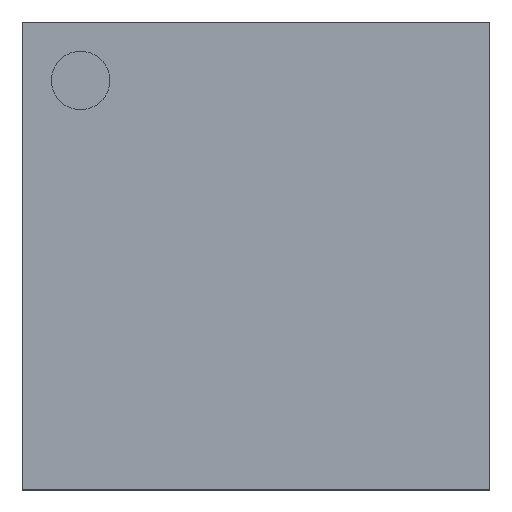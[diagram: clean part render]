
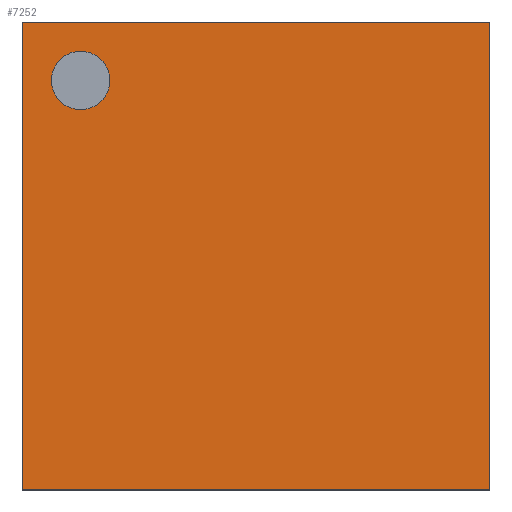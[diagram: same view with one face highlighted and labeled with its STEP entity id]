
A CAD part, top view. The second image highlights one B-rep face of the part: STEP entity #7252.
In plain terms, the highlighted planar face has unit normal (0, 0, 1).
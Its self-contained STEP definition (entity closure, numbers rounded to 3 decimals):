
#3798=CARTESIAN_POINT('',(-1.25,1.5,1.45));
#3799=VERTEX_POINT('',#3798);
#3808=CARTESIAN_POINT('',(-1.75,1.5,1.45));
#3809=VERTEX_POINT('',#3808);
#3810=CARTESIAN_POINT('',(-1.5,1.5,1.45));
#3811=DIRECTION('',(0.0,0.0,-1.0));
#3812=DIRECTION('',(1.0,0.0,0.0));
#3813=AXIS2_PLACEMENT_3D('',#3810,#3811,#3812);
#3814=CIRCLE('',#3813,0.25);
#3815=EDGE_CURVE('',#3809,#3799,#3814,.T.);
#3849=CARTESIAN_POINT('',(-1.5,1.5,1.45));
#3850=DIRECTION('',(0.0,0.0,-1.0));
#3851=DIRECTION('',(1.0,0.0,0.0));
#3852=AXIS2_PLACEMENT_3D('',#3849,#3850,#3851);
#3853=CIRCLE('',#3852,0.25);
#3854=EDGE_CURVE('',#3799,#3809,#3853,.T.);
#6914=CARTESIAN_POINT('',(-2.0,2.0,1.45));
#6915=VERTEX_POINT('',#6914);
#6916=CARTESIAN_POINT('',(2.0,2.0,1.45));
#6917=VERTEX_POINT('',#6916);
#6918=CARTESIAN_POINT('',(-2.0,2.0,1.45));
#6919=DIRECTION('',(1.0,0.0,0.0));
#6920=VECTOR('',#6919,4.0);
#6921=LINE('',#6918,#6920);
#6922=EDGE_CURVE('',#6915,#6917,#6921,.T.);
#6978=CARTESIAN_POINT('',(2.0,-2.0,1.45));
#6979=VERTEX_POINT('',#6978);
#6980=CARTESIAN_POINT('',(2.0,2.0,1.45));
#6981=DIRECTION('',(0.0,-1.0,0.0));
#6982=VECTOR('',#6981,4.0);
#6983=LINE('',#6980,#6982);
#6984=EDGE_CURVE('',#6917,#6979,#6983,.T.);
#7033=CARTESIAN_POINT('',(-2.0,-2.0,1.45));
#7034=VERTEX_POINT('',#7033);
#7035=CARTESIAN_POINT('',(2.0,-2.0,1.45));
#7036=DIRECTION('',(-1.0,0.0,0.0));
#7037=VECTOR('',#7036,4.0);
#7038=LINE('',#7035,#7037);
#7039=EDGE_CURVE('',#6979,#7034,#7038,.T.);
#7088=CARTESIAN_POINT('',(-2.0,-2.0,1.45));
#7089=DIRECTION('',(0.0,1.0,0.0));
#7090=VECTOR('',#7089,4.0);
#7091=LINE('',#7088,#7090);
#7092=EDGE_CURVE('',#7034,#6915,#7091,.T.);
#7237=CARTESIAN_POINT('',(0.0,0.,1.45));
#7238=DIRECTION('',(0.0,0.0,1.0));
#7239=DIRECTION('',(1.0,0.0,0.0));
#7240=AXIS2_PLACEMENT_3D('',#7237,#7238,#7239);
#7241=PLANE('',#7240);
#7242=ORIENTED_EDGE('',*,*,#6922,.F.);
#7243=ORIENTED_EDGE('',*,*,#7092,.F.);
#7244=ORIENTED_EDGE('',*,*,#7039,.F.);
#7245=ORIENTED_EDGE('',*,*,#6984,.F.);
#7246=EDGE_LOOP('',(#7242,#7243,#7244,#7245));
#7247=FACE_OUTER_BOUND('',#7246,.T.);
#7248=ORIENTED_EDGE('',*,*,#3854,.T.);
#7249=ORIENTED_EDGE('',*,*,#3815,.T.);
#7250=EDGE_LOOP('',(#7248,#7249));
#7251=FACE_BOUND('',#7250,.T.);
#7252=ADVANCED_FACE('',(#7247,#7251),#7241,.T.);
